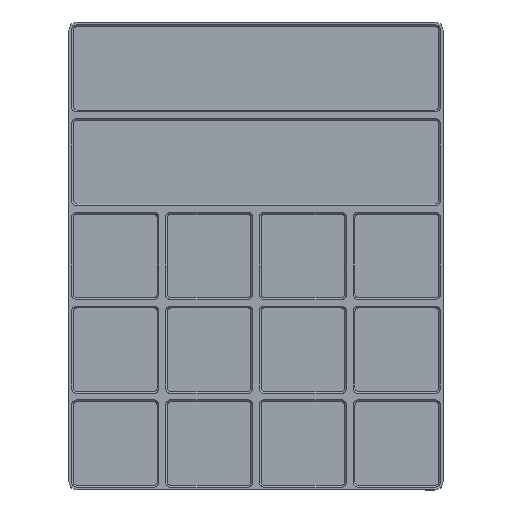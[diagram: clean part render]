
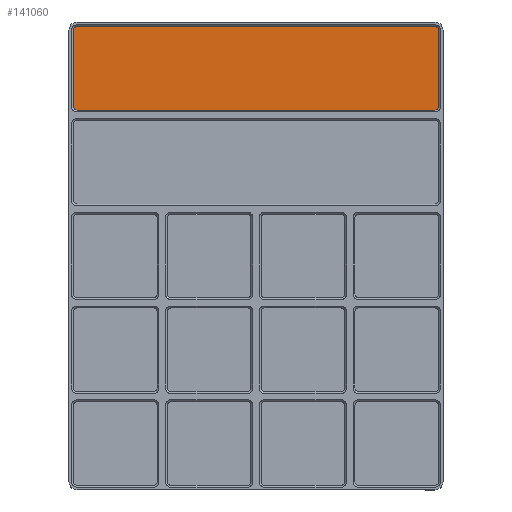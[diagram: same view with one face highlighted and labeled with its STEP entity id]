
A CAD part, top view. The second image highlights one B-rep face of the part: STEP entity #141060.
In plain terms, the highlighted planar face has unit normal (0, 0, 1).
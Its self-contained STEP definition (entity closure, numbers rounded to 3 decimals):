
#15650=CARTESIAN_POINT('',(291.75,289.,7.));
#15660=DIRECTION('',(0.,-1.,0.));
#15670=VECTOR('',#15660,1.);
#15680=LINE('',#15650,#15670);
#15690=CARTESIAN_POINT('',(291.75,290.15,7.));
#15700=VERTEX_POINT('',#15690);
#15710=CARTESIAN_POINT('',(291.75,255.85,7.));
#15720=VERTEX_POINT('',#15710);
#15730=EDGE_CURVE('',#15700,#15720,#15680,.T.);
#26310=CARTESIAN_POINT('',(129.85,254.25,7.));
#26320=VERTEX_POINT('',#26310);
#26350=CARTESIAN_POINT('',(163.,254.25,7.));
#26360=DIRECTION('',(-1.,0.,0.));
#26370=VECTOR('',#26360,1.);
#26380=LINE('',#26350,#26370);
#26390=CARTESIAN_POINT('',(290.15,254.25,7.));
#26400=VERTEX_POINT('',#26390);
#26410=EDGE_CURVE('',#26400,#26320,#26380,.T.);
#27030=CARTESIAN_POINT('',(128.25,255.85,7.));
#27040=VERTEX_POINT('',#27030);
#27070=CARTESIAN_POINT('',(129.85,255.85,7.));
#27080=DIRECTION('',(0.,0.,-1.));
#27090=DIRECTION('',(-1.,0.,0.));
#27100=AXIS2_PLACEMENT_3D('',#27070,#27080,#27090);
#27110=CIRCLE('',#27100,1.6);
#27120=EDGE_CURVE('',#26320,#27040,#27110,.T.);
#27650=CARTESIAN_POINT('',(129.85,291.75,7.));
#27660=VERTEX_POINT('',#27650);
#27690=CARTESIAN_POINT('',(129.85,290.15,7.));
#27700=DIRECTION('',(0.,0.,-1.));
#27710=DIRECTION('',(-1.,0.,0.));
#27720=AXIS2_PLACEMENT_3D('',#27690,#27700,#27710);
#27730=CIRCLE('',#27720,1.6);
#27740=CARTESIAN_POINT('',(128.25,290.15,7.));
#27750=VERTEX_POINT('',#27740);
#27760=EDGE_CURVE('',#27750,#27660,#27730,.T.);
#28130=CARTESIAN_POINT('',(290.15,291.75,7.));
#28140=VERTEX_POINT('',#28130);
#28170=CARTESIAN_POINT('',(257.,291.75,7.));
#28180=DIRECTION('',(1.,0.,0.));
#28190=VECTOR('',#28180,1.);
#28200=LINE('',#28170,#28190);
#28210=EDGE_CURVE('',#27660,#28140,#28200,.T.);
#29330=CARTESIAN_POINT('',(290.15,290.15,7.));
#29340=DIRECTION('',(0.,0.,-1.));
#29350=DIRECTION('',(-1.,0.,0.));
#29360=AXIS2_PLACEMENT_3D('',#29330,#29340,#29350);
#29370=CIRCLE('',#29360,1.6);
#29380=EDGE_CURVE('',#28140,#15700,#29370,.T.);
#29570=CARTESIAN_POINT('',(290.15,255.85,7.));
#29580=DIRECTION('',(0.,0.,-1.));
#29590=DIRECTION('',(-1.,0.,0.));
#29600=AXIS2_PLACEMENT_3D('',#29570,#29580,#29590);
#29610=CIRCLE('',#29600,1.6);
#29620=EDGE_CURVE('',#15720,#26400,#29610,.T.);
#139910=CARTESIAN_POINT('',(128.25,257.,7.));
#139920=DIRECTION('',(0.,1.,0.));
#139930=VECTOR('',#139920,1.);
#139940=LINE('',#139910,#139930);
#139950=EDGE_CURVE('',#27040,#27750,#139940,.T.);
#140910=CARTESIAN_POINT('',(147.,273.,7.));
#140920=DIRECTION('',(0.,0.,1.));
#140930=DIRECTION('',(1.,0.,0.));
#140940=AXIS2_PLACEMENT_3D('',#140910,#140920,#140930);
#140950=PLANE('',#140940);
#140960=ORIENTED_EDGE('',*,*,#27760,.F.);
#140970=ORIENTED_EDGE('',*,*,#28210,.F.);
#140980=ORIENTED_EDGE('',*,*,#29380,.F.);
#140990=ORIENTED_EDGE('',*,*,#15730,.F.);
#141000=ORIENTED_EDGE('',*,*,#29620,.F.);
#141010=ORIENTED_EDGE('',*,*,#26410,.F.);
#141020=ORIENTED_EDGE('',*,*,#27120,.F.);
#141030=ORIENTED_EDGE('',*,*,#139950,.F.);
#141040=EDGE_LOOP('',(#141030,#141020,#141010,#141000,#140990,#140980,
#140970,#140960));
#141050=FACE_OUTER_BOUND('',#141040,.T.);
#141060=ADVANCED_FACE('',(#141050),#140950,.T.);
